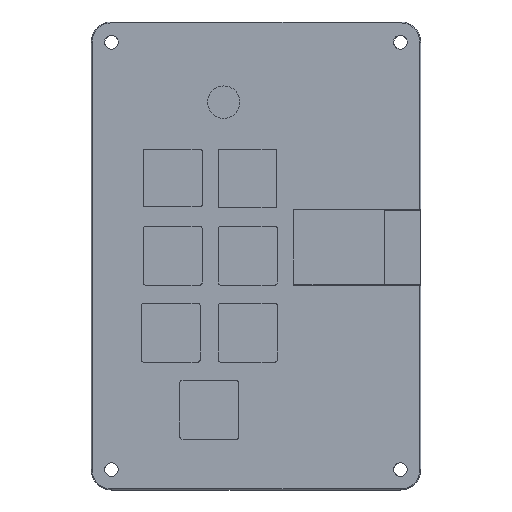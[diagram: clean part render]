
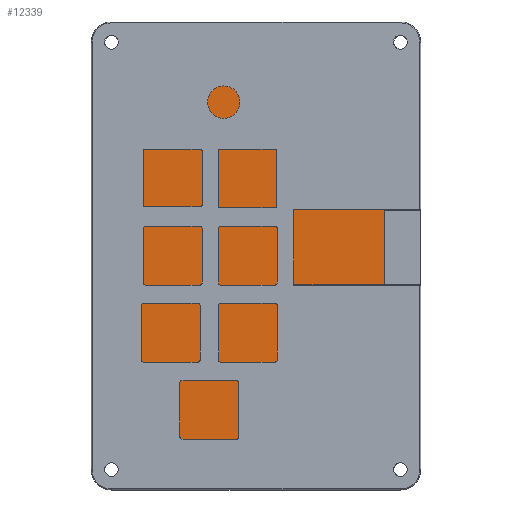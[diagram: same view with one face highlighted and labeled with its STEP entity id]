
A CAD part, top view. The second image highlights one B-rep face of the part: STEP entity #12339.
In plain terms, the highlighted planar face has unit normal (0, 0, 1).
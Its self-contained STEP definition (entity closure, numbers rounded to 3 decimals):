
#1426=PLANE('',#12794);
#2087=FACE_OUTER_BOUND('',#2819,.T.);
#2819=EDGE_LOOP('',(#11553,#11554,#11555,#11556));
#3923=LINE('',#24653,#4879);
#3924=LINE('',#24655,#4880);
#3925=LINE('',#24657,#4881);
#3926=LINE('',#24658,#4882);
#4879=VECTOR('',#14588,10.);
#4880=VECTOR('',#14589,10.);
#4881=VECTOR('',#14590,10.);
#4882=VECTOR('',#14591,10.);
#6099=VERTEX_POINT('',#24651);
#6100=VERTEX_POINT('',#24652);
#6101=VERTEX_POINT('',#24654);
#6102=VERTEX_POINT('',#24656);
#7925=EDGE_CURVE('',#6099,#6100,#3923,.T.);
#7926=EDGE_CURVE('',#6101,#6099,#3924,.T.);
#7927=EDGE_CURVE('',#6102,#6101,#3925,.T.);
#7928=EDGE_CURVE('',#6100,#6102,#3926,.T.);
#11553=ORIENTED_EDGE('',*,*,#7925,.F.);
#11554=ORIENTED_EDGE('',*,*,#7926,.F.);
#11555=ORIENTED_EDGE('',*,*,#7927,.F.);
#11556=ORIENTED_EDGE('',*,*,#7928,.F.);
#12339=ADVANCED_FACE('',(#2087),#1426,.T.);
#12794=AXIS2_PLACEMENT_3D('',#24650,#14586,#14587);
#14586=DIRECTION('center_axis',(0.,0.,1.));
#14587=DIRECTION('ref_axis',(1.,0.,0.));
#14588=DIRECTION('',(0.,1.,0.));
#14589=DIRECTION('',(-1.,0.,0.));
#14590=DIRECTION('',(0.,-1.,0.));
#14591=DIRECTION('',(1.,0.,0.));
#24650=CARTESIAN_POINT('Origin',(31.2,48.3,3.));
#24651=CARTESIAN_POINT('',(-1.,-1.,3.));
#24652=CARTESIAN_POINT('',(-1.,97.6,3.));
#24653=CARTESIAN_POINT('',(-1.,24.15,3.));
#24654=CARTESIAN_POINT('',(63.4,-1.,3.));
#24655=CARTESIAN_POINT('',(46.8,-1.,3.));
#24656=CARTESIAN_POINT('',(63.4,97.6,3.));
#24657=CARTESIAN_POINT('',(63.4,72.45,3.));
#24658=CARTESIAN_POINT('',(15.6,97.6,3.));
